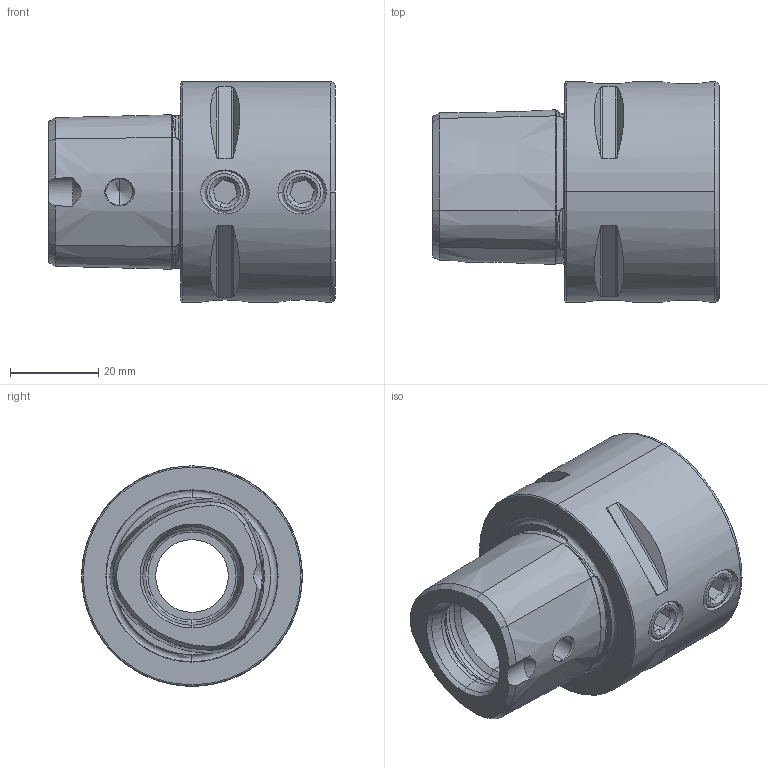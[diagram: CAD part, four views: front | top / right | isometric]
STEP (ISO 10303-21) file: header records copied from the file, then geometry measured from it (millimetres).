
FILE_DESCRIPTION (( 'STEP AP214' ), '1' );
FILE_NAME ('PS5.B25.K01.035.STEP', '2024-08-22T14:28:09', ( '' ), ( '' ), 'SwSTEP 2.0', 'SolidWorks 2022', '' );
FILE_SCHEMA (( 'AUTOMOTIVE_DESIGN' ));
Length unit declared in the file: millimetre
Products named in the file (3): PS5-B25.K01.035_A; PS5.B25.K01.035; ISO 4026 - M10 x 12_PreviewCfg
Assembly tree (7 placements, depth 2):
  PS5.B25.K01.035
    PS5-B25.K01.035_A
    ISO 4026 - M10 x 12_PreviewCfg  x6
Bounding box: 65 x 50 x 50 mm (x, y, z)
Volume: 65674 mm3; surface area: 22022.4 mm2
Topology: 7 solids, 7 shells, 246 faces, 575 edges, 349 vertices
Faces by surface type: cone 89, plane 74, cylinder 51, torus 32
Entity records: 6220 total; most frequent: CARTESIAN_POINT 2253, DIRECTION 780, ORIENTED_EDGE 766, EDGE_CURVE 383, AXIS2_PLACEMENT_3D 326, VERTEX_POINT 229, EDGE_LOOP 180, FACE_OUTER_BOUND 161
